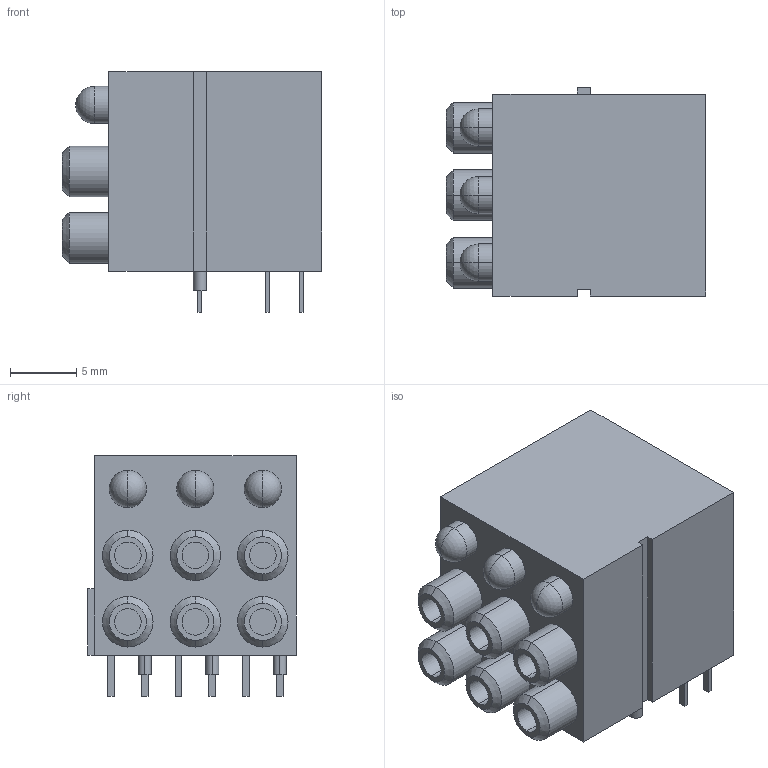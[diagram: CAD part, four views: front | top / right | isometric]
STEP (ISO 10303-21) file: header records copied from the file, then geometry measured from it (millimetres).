
FILE_DESCRIPTION((''),'2;1');
FILE_NAME('MENTOR_1880.8031.stp','2010-04-12T13:50:46',(''),(''),'Mechanical Desktop 2010','Mechanical Desktop 2010',', , ');
FILE_SCHEMA(('AUTOMOTIVE_DESIGN { 1 2 10303 214 1 1 1 1 }'));
Length unit declared in the file: millimetre
Products named in the file (1): Product
Bounding box: 19.5 x 15.7 x 18.1 mm (x, y, z)
Volume: 3853.7 mm3; surface area: 2066.9 mm2
Topology: 25 solids, 25 shells, 161 faces, 324 edges, 207 vertices
Faces by surface type: plane 100, cylinder 36, cone 12, bspline 7, sphere 6
Entity records: 4188 total; most frequent: DIRECTION 718, CARTESIAN_POINT 708, ORIENTED_EDGE 636, EDGE_CURVE 318, AXIS2_PLACEMENT_3D 245, VECTOR 228, LINE 228, VERTEX_POINT 207
